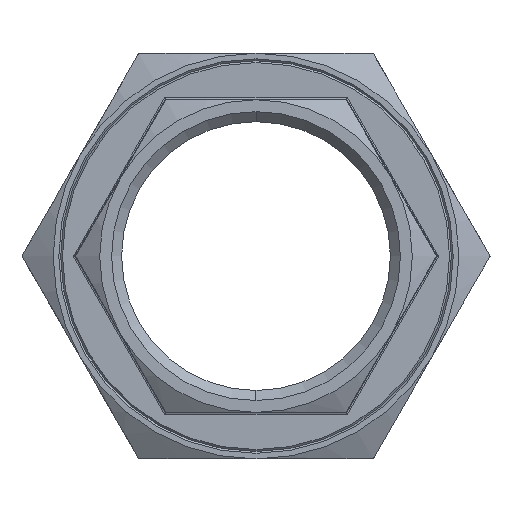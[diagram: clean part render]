
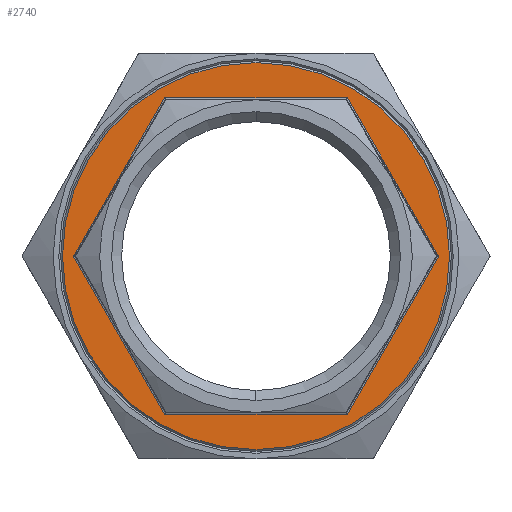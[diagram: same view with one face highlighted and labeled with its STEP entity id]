
A CAD part, left-side view. The second image highlights one B-rep face of the part: STEP entity #2740.
In plain terms, the highlighted planar face has unit normal (-1, 0, 0).
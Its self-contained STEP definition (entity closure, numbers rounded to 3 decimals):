
#113 = EDGE_LOOP ( 'NONE', ( #10558, #2760, #5094, #13336, #9105, #13662 ) ) ;
#405 = CARTESIAN_POINT ( 'NONE',  ( -15., 0., 0. ) ) ;
#438 = AXIS2_PLACEMENT_3D ( 'NONE', #405, #454, #13669 ) ;
#454 = DIRECTION ( 'NONE',  ( -1., 0., 0. ) ) ;
#795 = CARTESIAN_POINT ( 'NONE',  ( -15., -30.744, -31.75 ) ) ;
#1207 = EDGE_CURVE ( 'NONE', #12829, #5791, #11521, .T. ) ;
#1214 = CARTESIAN_POINT ( 'NONE',  ( -15., 12.124, -42.5 ) ) ;
#1251 = AXIS2_PLACEMENT_3D ( 'NONE', #9272, #8125, #7165 ) ;
#1792 = EDGE_CURVE ( 'NONE', #2484, #3313, #13028, .T. ) ;
#1818 = LINE ( 'NONE', #1214, #7406 ) ;
#1964 = ORIENTED_EDGE ( 'NONE', *, *, #13032, .T. ) ;
#2104 = DIRECTION ( 'NONE',  ( 0., -1., 0. ) ) ;
#2154 = EDGE_LOOP ( 'NONE', ( #8938, #1964 ) ) ;
#2484 = VERTEX_POINT ( 'NONE', #13763 ) ;
#2713 = CARTESIAN_POINT ( 'NONE',  ( -15., 0., 0. ) ) ;
#2740 = ADVANCED_FACE ( 'NONE', ( #5767, #9395 ), #9513, .T. ) ;
#2760 = ORIENTED_EDGE ( 'NONE', *, *, #3126, .F. ) ;
#2862 = DIRECTION ( 'NONE',  ( 0., -0.5, -0.866 ) ) ;
#3092 = VERTEX_POINT ( 'NONE', #11527 ) ;
#3126 = EDGE_CURVE ( 'NONE', #5791, #2484, #10935, .T. ) ;
#3313 = VERTEX_POINT ( 'NONE', #10933 ) ;
#3772 = DIRECTION ( 'NONE',  ( 0., 1., 0. ) ) ;
#3874 = AXIS2_PLACEMENT_3D ( 'NONE', #2713, #7220, #13871 ) ;
#4001 = VECTOR ( 'NONE', #10659, 1000. ) ;
#4003 = VERTEX_POINT ( 'NONE', #7739 ) ;
#4141 = CARTESIAN_POINT ( 'NONE',  ( -15., 42.868, -10.75 ) ) ;
#4630 = VERTEX_POINT ( 'NONE', #9391 ) ;
#4848 = CARTESIAN_POINT ( 'NONE',  ( -15., -24.537, -42.5 ) ) ;
#5094 = ORIENTED_EDGE ( 'NONE', *, *, #1207, .F. ) ;
#5294 = VECTOR ( 'NONE', #2862, 1000. ) ;
#5767 = FACE_OUTER_BOUND ( 'NONE', #2154, .T. ) ;
#5791 = VERTEX_POINT ( 'NONE', #11163 ) ;
#6006 = CARTESIAN_POINT ( 'NONE',  ( -15., -12.124, 42.5 ) ) ;
#6170 = VECTOR ( 'NONE', #3772, 1000. ) ;
#6556 = CARTESIAN_POINT ( 'NONE',  ( -15., -24.537, 42.5 ) ) ;
#7165 = DIRECTION ( 'NONE',  ( 0., 0., 1. ) ) ;
#7220 = DIRECTION ( 'NONE',  ( -1., 0., 0. ) ) ;
#7406 = VECTOR ( 'NONE', #2104, 1000. ) ;
#7530 = VECTOR ( 'NONE', #13196, 1000. ) ;
#7739 = CARTESIAN_POINT ( 'NONE',  ( -15., 0., -52. ) ) ;
#8125 = DIRECTION ( 'NONE',  ( -1., 0., 0. ) ) ;
#8513 = VERTEX_POINT ( 'NONE', #4848 ) ;
#8705 = LINE ( 'NONE', #795, #12985 ) ;
#8938 = ORIENTED_EDGE ( 'NONE', *, *, #12294, .T. ) ;
#9105 = ORIENTED_EDGE ( 'NONE', *, *, #14291, .F. ) ;
#9272 = CARTESIAN_POINT ( 'NONE',  ( -15., 0., 0. ) ) ;
#9391 = CARTESIAN_POINT ( 'NONE',  ( -15., 0., 52. ) ) ;
#9395 = FACE_BOUND ( 'NONE', #113, .T. ) ;
#9513 = PLANE ( 'NONE',  #3874 ) ;
#9741 = DIRECTION ( 'NONE',  ( 0., -0.5, 0.866 ) ) ;
#9902 = CARTESIAN_POINT ( 'NONE',  ( -15., -42.868, 10.75 ) ) ;
#10558 = ORIENTED_EDGE ( 'NONE', *, *, #1792, .F. ) ;
#10612 = CARTESIAN_POINT ( 'NONE',  ( -15., 30.744, 31.75 ) ) ;
#10659 = DIRECTION ( 'NONE',  ( 0., 0.5, -0.866 ) ) ;
#10933 = CARTESIAN_POINT ( 'NONE',  ( -15., 24.537, -42.5 ) ) ;
#10935 = LINE ( 'NONE', #10612, #4001 ) ;
#11163 = CARTESIAN_POINT ( 'NONE',  ( -15., 24.537, 42.5 ) ) ;
#11521 = LINE ( 'NONE', #6006, #6170 ) ;
#11527 = CARTESIAN_POINT ( 'NONE',  ( -15., -49.075, 0. ) ) ;
#12294 = EDGE_CURVE ( 'NONE', #4630, #4003, #13243, .T. ) ;
#12550 = EDGE_CURVE ( 'NONE', #3313, #8513, #1818, .T. ) ;
#12829 = VERTEX_POINT ( 'NONE', #6556 ) ;
#12985 = VECTOR ( 'NONE', #9741, 1000. ) ;
#13028 = LINE ( 'NONE', #4141, #5294 ) ;
#13032 = EDGE_CURVE ( 'NONE', #4003, #4630, #13891, .T. ) ;
#13196 = DIRECTION ( 'NONE',  ( 0., 0.5, 0.866 ) ) ;
#13243 = CIRCLE ( 'NONE', #1251, 52. ) ;
#13336 = ORIENTED_EDGE ( 'NONE', *, *, #13757, .F. ) ;
#13359 = LINE ( 'NONE', #9902, #7530 ) ;
#13662 = ORIENTED_EDGE ( 'NONE', *, *, #12550, .F. ) ;
#13669 = DIRECTION ( 'NONE',  ( 0., 0., 1. ) ) ;
#13757 = EDGE_CURVE ( 'NONE', #3092, #12829, #13359, .T. ) ;
#13763 = CARTESIAN_POINT ( 'NONE',  ( -15., 49.075, 0. ) ) ;
#13871 = DIRECTION ( 'NONE',  ( 0., -1., 0. ) ) ;
#13891 = CIRCLE ( 'NONE', #438, 52. ) ;
#14291 = EDGE_CURVE ( 'NONE', #8513, #3092, #8705, .T. ) ;
